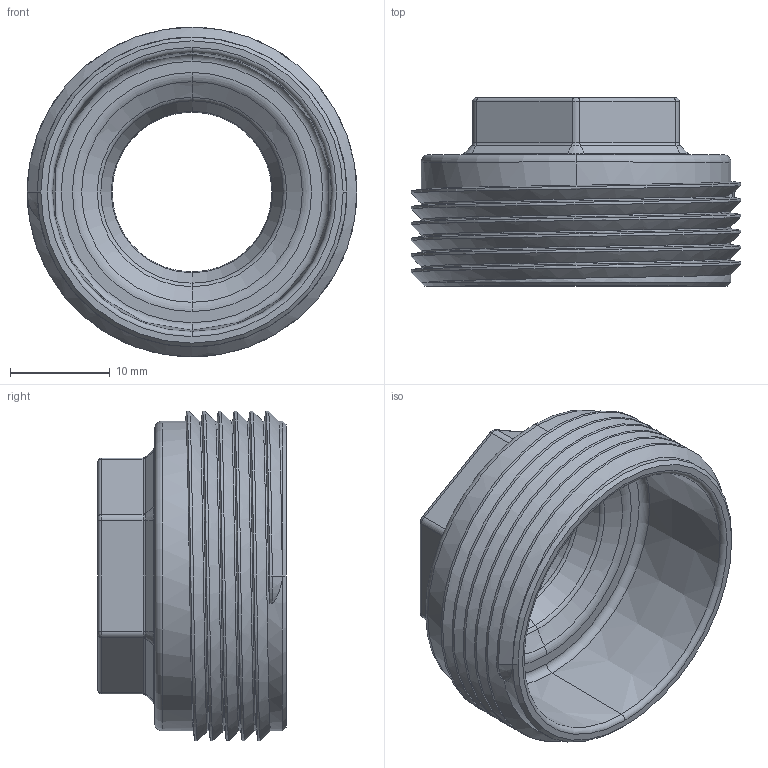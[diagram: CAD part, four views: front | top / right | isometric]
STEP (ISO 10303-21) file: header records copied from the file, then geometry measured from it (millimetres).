
FILE_DESCRIPTION((''),'2;1');
FILE_NAME('G_137304','2009-02-19T',('AJohnson'),(''),'PRO/ENGINEER BY PARAMETRIC TECHNOLOGY CORPORATION, 2007460','PRO/ENGINEER BY PARAMETRIC TECHNOLOGY CORPORATION, 2007460','');
FILE_SCHEMA(('CONFIG_CONTROL_DESIGN'));
Length unit declared in the file: inch
Products named in the file (1): G_137304
Bounding box: 33.14 x 18.92 x 33.14 mm (x, y, z)
Volume: 3996.9 mm3; surface area: 4679.7 mm2
Topology: 1 solids, 1 shells, 116 faces, 261 edges, 149 vertices
Faces by surface type: cylinder 41, torus 30, plane 19, cone 18, bspline 8
Entity records: 5087 total; most frequent: CARTESIAN_POINT 2485, DIRECTION 561, ORIENTED_EDGE 522, EDGE_CURVE 261, AXIS2_PLACEMENT_3D 231, VERTEX_POINT 149, CIRCLE 123, EDGE_LOOP 120
